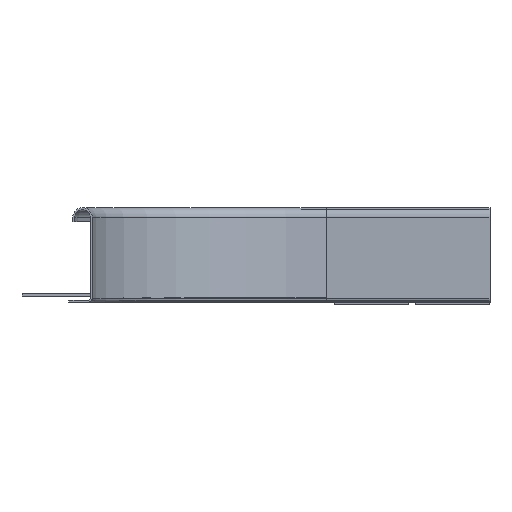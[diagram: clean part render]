
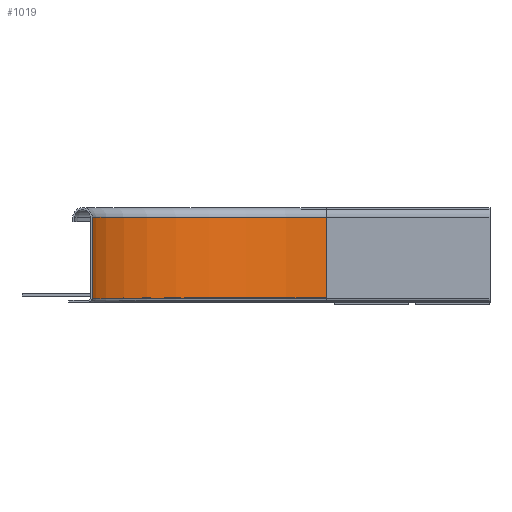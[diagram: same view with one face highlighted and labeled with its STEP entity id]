
A CAD part, left-side view. The second image highlights one B-rep face of the part: STEP entity #1019.
In plain terms, the highlighted cylindrical face has radius 150 mm (diameter 300 mm), a partial arc.
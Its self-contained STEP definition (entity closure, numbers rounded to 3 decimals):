
#16 = DIRECTION ( 'NONE',  ( 0., 1., 0. ) ) ;
#110 = CARTESIAN_POINT ( 'NONE',  ( -150., 2.25, -105. ) ) ;
#187 = DIRECTION ( 'NONE',  ( 0., 0., 1. ) ) ;
#309 = VECTOR ( 'NONE', #1802, 1000. ) ;
#366 = DIRECTION ( 'NONE',  ( 0., 0., 1. ) ) ;
#383 = LINE ( 'NONE', #4442, #1247 ) ;
#415 = LINE ( 'NONE', #1056, #309 ) ;
#465 = DIRECTION ( 'NONE',  ( 0., 0., 1. ) ) ;
#647 = VERTEX_POINT ( 'NONE', #4682 ) ;
#750 = DIRECTION ( 'NONE',  ( 0., 1., 0. ) ) ;
#797 = AXIS2_PLACEMENT_3D ( 'NONE', #110, #2699, #465 ) ;
#910 = EDGE_CURVE ( 'NONE', #647, #3976, #383, .T. ) ;
#1019 = ADVANCED_FACE ( 'NONE', ( #2532 ), #1414, .F. ) ;
#1056 = CARTESIAN_POINT ( 'NONE',  ( -150., 0., -255. ) ) ;
#1247 = VECTOR ( 'NONE', #750, 1000. ) ;
#1414 = CYLINDRICAL_SURFACE ( 'NONE', #2607, 150. ) ;
#1567 = EDGE_CURVE ( 'NONE', #3976, #3358, #4280, .T. ) ;
#1729 = CARTESIAN_POINT ( 'NONE',  ( 0., 54.25, -105. ) ) ;
#1802 = DIRECTION ( 'NONE',  ( 0., 1., 0. ) ) ;
#2403 = DIRECTION ( 'NONE',  ( 0., 1., 0. ) ) ;
#2498 = EDGE_LOOP ( 'NONE', ( #4759, #3618, #3843, #2556 ) ) ;
#2532 = FACE_OUTER_BOUND ( 'NONE', #2498, .T. ) ;
#2556 = ORIENTED_EDGE ( 'NONE', *, *, #2938, .F. ) ;
#2607 = AXIS2_PLACEMENT_3D ( 'NONE', #4418, #16, #366 ) ;
#2699 = DIRECTION ( 'NONE',  ( 0., 1., 0. ) ) ;
#2938 = EDGE_CURVE ( 'NONE', #647, #4458, #3808, .T. ) ;
#3358 = VERTEX_POINT ( 'NONE', #4167 ) ;
#3608 = EDGE_CURVE ( 'NONE', #4458, #3358, #415, .T. ) ;
#3618 = ORIENTED_EDGE ( 'NONE', *, *, #1567, .T. ) ;
#3808 = CIRCLE ( 'NONE', #797, 150. ) ;
#3843 = ORIENTED_EDGE ( 'NONE', *, *, #3608, .F. ) ;
#3976 = VERTEX_POINT ( 'NONE', #1729 ) ;
#4167 = CARTESIAN_POINT ( 'NONE',  ( -150., 54.25, -255. ) ) ;
#4239 = AXIS2_PLACEMENT_3D ( 'NONE', #4588, #2403, #187 ) ;
#4280 = CIRCLE ( 'NONE', #4239, 150. ) ;
#4418 = CARTESIAN_POINT ( 'NONE',  ( -150., 0., -105. ) ) ;
#4442 = CARTESIAN_POINT ( 'NONE',  ( 0., 0., -105. ) ) ;
#4445 = CARTESIAN_POINT ( 'NONE',  ( -150., 2.25, -255. ) ) ;
#4458 = VERTEX_POINT ( 'NONE', #4445 ) ;
#4588 = CARTESIAN_POINT ( 'NONE',  ( -150., 54.25, -105. ) ) ;
#4682 = CARTESIAN_POINT ( 'NONE',  ( 0., 2.25, -105. ) ) ;
#4759 = ORIENTED_EDGE ( 'NONE', *, *, #910, .T. ) ;
